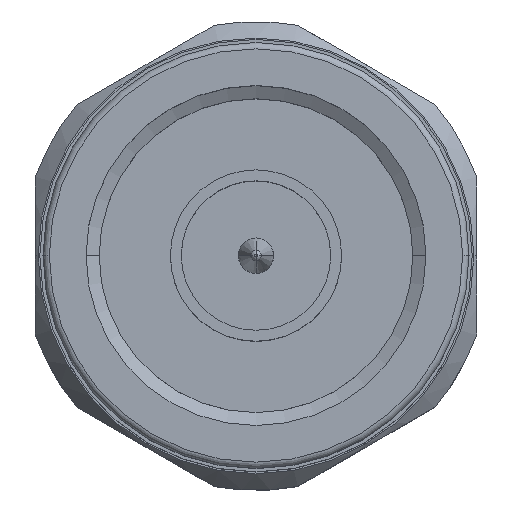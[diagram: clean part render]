
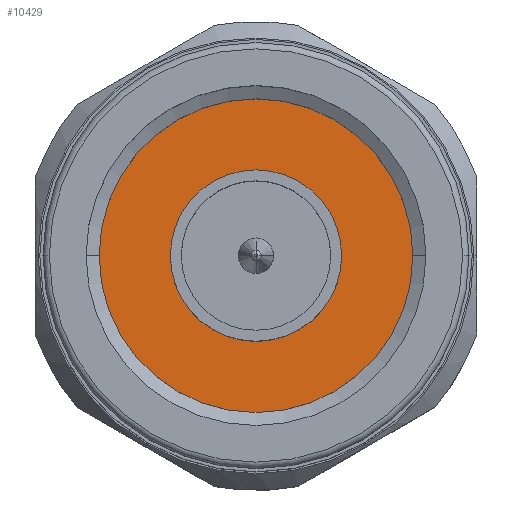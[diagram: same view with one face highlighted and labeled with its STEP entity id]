
A CAD part, top view. The second image highlights one B-rep face of the part: STEP entity #10429.
In plain terms, the highlighted face is planar.
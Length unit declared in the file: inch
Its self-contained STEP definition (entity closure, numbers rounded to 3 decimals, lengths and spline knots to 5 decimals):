
#25 = ORIENTED_EDGE ( 'NONE', *, *, #328, .F. ) ;
#328 = EDGE_CURVE ( 'NONE', #882, #1323, #10112, .T. ) ;
#398 = EDGE_CURVE ( 'NONE', #6653, #4976, #9761, .T. ) ;
#414 = AXIS2_PLACEMENT_3D ( 'NONE', #9572, #1850, #9625 ) ;
#882 = VERTEX_POINT ( 'NONE', #5396 ) ;
#1084 = AXIS2_PLACEMENT_3D ( 'NONE', #8740, #9697, #1186 ) ;
#1186 = DIRECTION ( 'NONE',  ( 0., 0., -1. ) ) ;
#1270 = CARTESIAN_POINT ( 'NONE',  ( 0.35943, 0., 0. ) ) ;
#1323 = VERTEX_POINT ( 'NONE', #5334 ) ;
#1850 = DIRECTION ( 'NONE',  ( 1., 0., 0. ) ) ;
#2143 = AXIS2_PLACEMENT_3D ( 'NONE', #6191, #4347, #7037 ) ;
#2386 = AXIS2_PLACEMENT_3D ( 'NONE', #1270, #2965, #9107 ) ;
#2567 = DIRECTION ( 'NONE',  ( 0., 0., -1. ) ) ;
#2668 = DIRECTION ( 'NONE',  ( 1., 0., 0. ) ) ;
#2868 = FACE_OUTER_BOUND ( 'NONE', #9198, .T. ) ;
#2965 = DIRECTION ( 'NONE',  ( 1., 0., 0. ) ) ;
#4347 = DIRECTION ( 'NONE',  ( 1., 0., 0. ) ) ;
#4498 = CARTESIAN_POINT ( 'NONE',  ( 0.35943, 0., 0. ) ) ;
#4976 = VERTEX_POINT ( 'NONE', #6933 ) ;
#5040 = CIRCLE ( 'NONE', #2143, 0.34395 ) ;
#5270 = EDGE_LOOP ( 'NONE', ( #7137, #7040 ) ) ;
#5334 = CARTESIAN_POINT ( 'NONE',  ( 0.35943, 0., 0.34395 ) ) ;
#5396 = CARTESIAN_POINT ( 'NONE',  ( 0.35943, 0., -0.34395 ) ) ;
#5407 = AXIS2_PLACEMENT_3D ( 'NONE', #4498, #2668, #2567 ) ;
#6191 = CARTESIAN_POINT ( 'NONE',  ( 0.35943, 0., 0. ) ) ;
#6653 = VERTEX_POINT ( 'NONE', #6859 ) ;
#6859 = CARTESIAN_POINT ( 'NONE',  ( 0.35943, 0., 0.15748 ) ) ;
#6933 = CARTESIAN_POINT ( 'NONE',  ( 0.35943, 0., -0.15748 ) ) ;
#7014 = CIRCLE ( 'NONE', #5407, 0.15748 ) ;
#7037 = DIRECTION ( 'NONE',  ( 0., 0., -1. ) ) ;
#7040 = ORIENTED_EDGE ( 'NONE', *, *, #398, .T. ) ;
#7137 = ORIENTED_EDGE ( 'NONE', *, *, #10028, .T. ) ;
#7790 = ORIENTED_EDGE ( 'NONE', *, *, #9575, .F. ) ;
#8740 = CARTESIAN_POINT ( 'NONE',  ( 0.35943, 0.34395, 0. ) ) ;
#8846 = PLANE ( 'NONE',  #1084 ) ;
#9107 = DIRECTION ( 'NONE',  ( 0., 0., -1. ) ) ;
#9198 = EDGE_LOOP ( 'NONE', ( #25, #7790 ) ) ;
#9572 = CARTESIAN_POINT ( 'NONE',  ( 0.35943, 0., 0. ) ) ;
#9575 = EDGE_CURVE ( 'NONE', #1323, #882, #5040, .T. ) ;
#9625 = DIRECTION ( 'NONE',  ( 0., 0., -1. ) ) ;
#9697 = DIRECTION ( 'NONE',  ( 1., 0., 0. ) ) ;
#9754 = FACE_BOUND ( 'NONE', #5270, .T. ) ;
#9761 = CIRCLE ( 'NONE', #2386, 0.15748 ) ;
#10028 = EDGE_CURVE ( 'NONE', #4976, #6653, #7014, .T. ) ;
#10112 = CIRCLE ( 'NONE', #414, 0.34395 ) ;
#10429 = ADVANCED_FACE ( 'NONE', ( #2868, #9754 ), #8846, .F. ) ;
